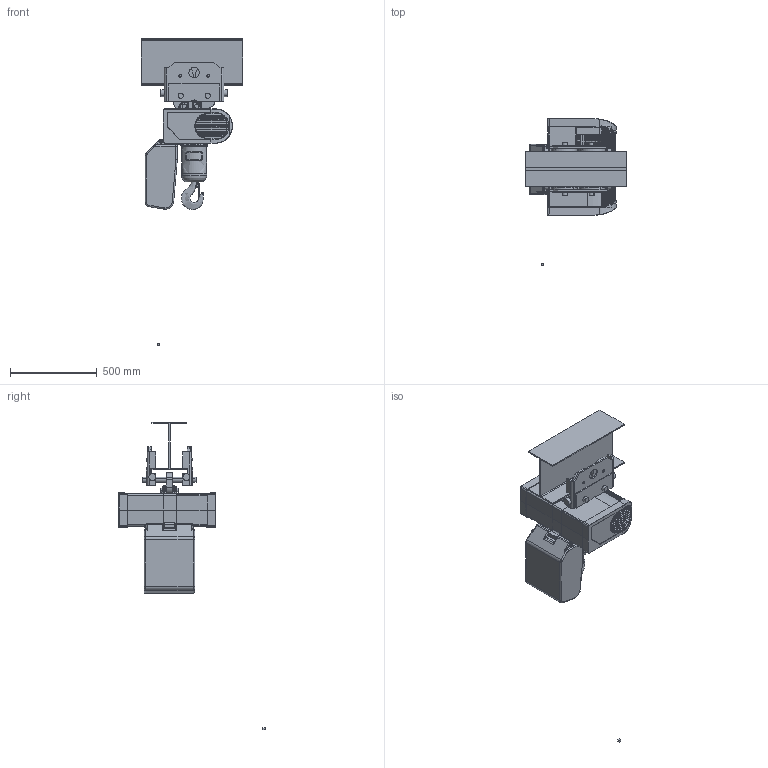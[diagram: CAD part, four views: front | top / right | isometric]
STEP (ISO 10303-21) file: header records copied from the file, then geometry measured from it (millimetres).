
FILE_DESCRIPTION(('STEP AP214'),'1');
FILE_NAME('temp1.stp','2014-09-19T06:36:18',(' '),(' '),'Spatial InterOp 3D',' ',' ');
FILE_SCHEMA(('automotive_design'));
Length unit declared in the file: millimetre
Products named in the file (22): Crane_3D; Fixing; Frame_K16; K5_Lframe; K5_Rframe; K16_runko; H1-1448650_CLX16-PUSH; Cover_1; K5_konecover3; KC-Cover1; KC-Cover2; HoiChaBag_K16_2; Hoi_C3_tro; Hoi_Fix; Hoi_Fix1; Hoi_C3_tro1; Hoi_C3_tro2; Hook_KX04_2; Hook_body; RSN01; HoiGir; Part_constr_2d
Assembly tree (21 placements, depth 4):
  Crane_3D
    Fixing
    H1-1448650_CLX16-PUSH
      Frame_K16
        K5_Lframe
        K5_Rframe
        K16_runko
      Cover_1
        K5_konecover3
        KC-Cover1
        KC-Cover2
      HoiChaBag_K16_2
      Hoi_C3_tro
        Hoi_Fix
        Hoi_Fix1
        Hoi_C3_tro1
        Hoi_C3_tro2
    Hook_KX04_2
      Hook_body
      RSN01
    HoiGir
    Part_constr_2d
Bounding box: 582 x 840 x 1766.67 mm (x, y, z)
Volume: 18192855 mm3; surface area: 4820308.4 mm2
Topology: 20 solids, 23 shells, 2572 faces, 6898 edges, 4374 vertices
Faces by surface type: cylinder 1370, plane 733, torus 218, bspline 153, cone 88, sphere 10
Entity records: 137624 total; most frequent: CARTESIAN_POINT 48905, DIRECTION 13896, ORIENTED_EDGE 13716, EDGE_CURVE 6858, AXIS2_PLACEMENT_3D 5352, VERTEX_POINT 4374, STYLED_ITEM 3242, PRESENTATION_STYLE_ASSIGNMENT 3242
